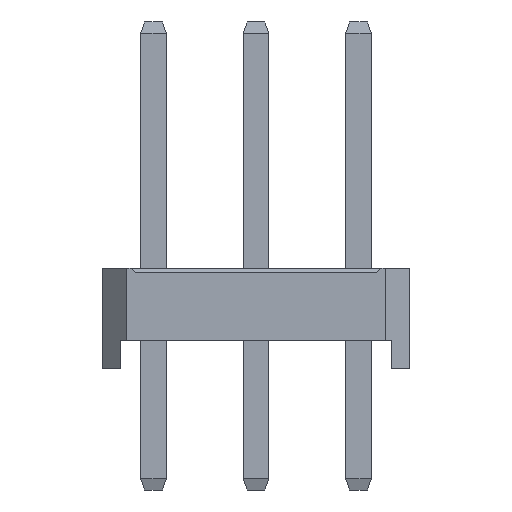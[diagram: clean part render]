
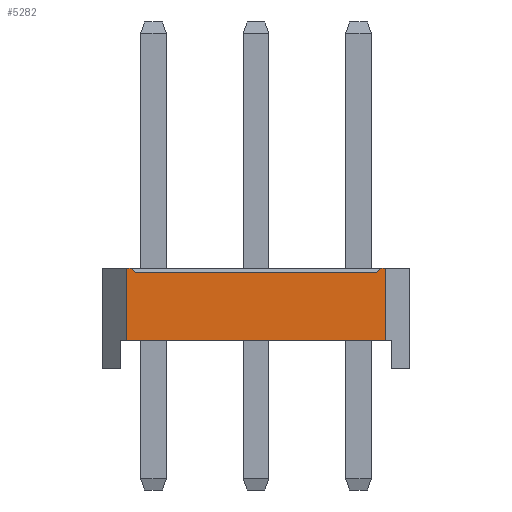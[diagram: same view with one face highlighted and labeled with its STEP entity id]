
A CAD part, left-side view. The second image highlights one B-rep face of the part: STEP entity #5282.
In plain terms, the highlighted planar face has unit normal (-1, 0, 0).
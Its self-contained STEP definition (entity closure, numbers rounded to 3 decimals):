
#5282=ADVANCED_FACE('',(#20056),#20058,.T.);
#20056=FACE_BOUND('',#20057,.T.);
#20057=EDGE_LOOP('',(#31441,#31442,#31443,#31444,#31445,#31446,#31447,#31448));
#20058=PLANE('',#20059);
#20059=AXIS2_PLACEMENT_3D('',#20060,#20061,#20062);
#20060=CARTESIAN_POINT('',(-1.27,5.75,0.));
#20061=DIRECTION('',(-1.,0.,0.));
#20062=DIRECTION('',(0.,-1.,0.));
#31441=ORIENTED_EDGE('',*,*,#38418,.F.);
#31442=ORIENTED_EDGE('',*,*,#38419,.T.);
#31443=ORIENTED_EDGE('',*,*,#38420,.F.);
#31444=ORIENTED_EDGE('',*,*,#36778,.F.);
#31445=ORIENTED_EDGE('',*,*,#38421,.F.);
#31446=ORIENTED_EDGE('',*,*,#36252,.T.);
#31447=ORIENTED_EDGE('',*,*,#38417,.T.);
#31448=ORIENTED_EDGE('',*,*,#36782,.F.);
#36252=EDGE_CURVE('',#40324,#40322,#40325,.T.);
#36778=EDGE_CURVE('',#41374,#41376,#41377,.T.);
#36782=EDGE_CURVE('',#41382,#41384,#41385,.T.);
#38417=EDGE_CURVE('',#40322,#41384,#44073,.T.);
#38418=EDGE_CURVE('',#44074,#41382,#44075,.F.);
#38419=EDGE_CURVE('',#44074,#44076,#44077,.T.);
#38420=EDGE_CURVE('',#41376,#44076,#44078,.F.);
#38421=EDGE_CURVE('',#40324,#41374,#44079,.T.);
#40322=VERTEX_POINT('',#46906);
#40324=VERTEX_POINT('',#46910);
#40325=LINE('',#46911,#46912);
#41374=VERTEX_POINT('',#49010);
#41376=VERTEX_POINT('',#49014);
#41377=LINE('',#49015,#49016);
#41382=VERTEX_POINT('',#49026);
#41384=VERTEX_POINT('',#49030);
#41385=LINE('',#49031,#49032);
#44073=LINE('',#54989,#54990);
#44074=VERTEX_POINT('',#54992);
#44075=LINE('',#54993,#54994);
#44076=VERTEX_POINT('',#54996);
#44077=LINE('',#54997,#54998);
#44078=LINE('',#55000,#55001);
#44079=LINE('',#55003,#55004);
#46906=CARTESIAN_POINT('',(-1.27,-0.67,0.7));
#46910=CARTESIAN_POINT('',(-1.27,5.75,0.7));
#46911=CARTESIAN_POINT('',(-1.27,5.75,0.7));
#46912=VECTOR('',#46913,1.);
#46913=DIRECTION('',(0.,-1.,0.));
#49010=CARTESIAN_POINT('',(-1.27,5.75,2.5));
#49014=CARTESIAN_POINT('',(-1.27,5.63,2.5));
#49015=CARTESIAN_POINT('',(-1.27,5.75,2.5));
#49016=VECTOR('',#49017,1.);
#49017=DIRECTION('',(0.,-1.,0.));
#49026=CARTESIAN_POINT('',(-1.27,-0.55,2.5));
#49030=CARTESIAN_POINT('',(-1.27,-0.67,2.5));
#49031=CARTESIAN_POINT('',(-1.27,-0.55,2.5));
#49032=VECTOR('',#49033,1.);
#49033=DIRECTION('',(0.,-1.,0.));
#54989=CARTESIAN_POINT('',(-1.27,-0.67,0.7));
#54990=VECTOR('',#54991,1.);
#54991=DIRECTION('',(0.,0.,1.));
#54992=CARTESIAN_POINT('',(-1.27,-0.45,2.4));
#54993=CARTESIAN_POINT('',(-1.27,-0.55,2.5));
#54994=VECTOR('',#54995,1.);
#54995=DIRECTION('',(0.,0.707,-0.707));
#54996=CARTESIAN_POINT('',(-1.27,5.53,2.4));
#54997=CARTESIAN_POINT('',(-1.27,-0.45,2.4));
#54998=VECTOR('',#54999,1.);
#54999=DIRECTION('',(0.,1.,0.));
#55000=CARTESIAN_POINT('',(-1.27,5.53,2.4));
#55001=VECTOR('',#55002,1.);
#55002=DIRECTION('',(0.,0.707,0.707));
#55003=CARTESIAN_POINT('',(-1.27,5.75,0.7));
#55004=VECTOR('',#55005,1.);
#55005=DIRECTION('',(0.,0.,1.));
